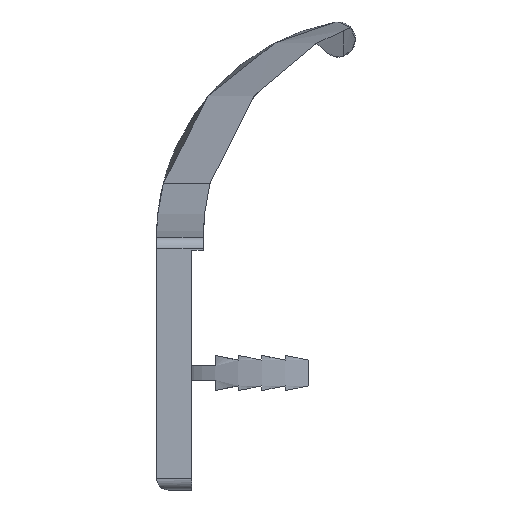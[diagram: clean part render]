
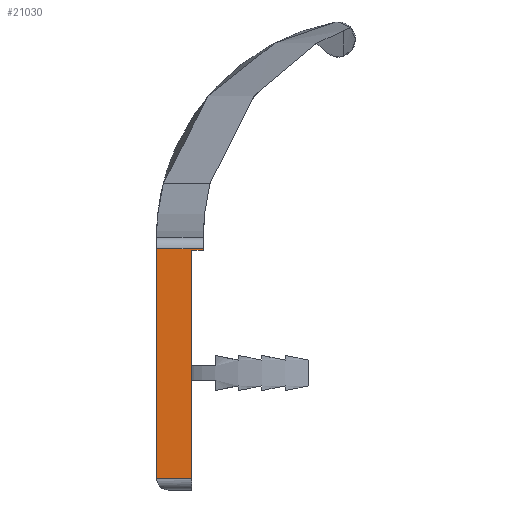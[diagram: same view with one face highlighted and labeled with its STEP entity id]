
A CAD part, left-side view. The second image highlights one B-rep face of the part: STEP entity #21030.
In plain terms, the highlighted planar face has unit normal (-1, 0, 0).
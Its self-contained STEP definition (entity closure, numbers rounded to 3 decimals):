
#20480=CARTESIAN_POINT('',(-197.5,-4.,0.));
#20490=DIRECTION('',(-1.,0.,0.));
#20500=DIRECTION('',(0.,1.,0.));
#20510=AXIS2_PLACEMENT_3D('',#20480,#20490,#20500);
#20520=PLANE('',#20510);
#20530=CARTESIAN_POINT('',(-197.5,0.,20.6));
#20540=DIRECTION('',(-0.,-1.,0.));
#20550=VECTOR('',#20540,1.);
#20560=LINE('',#20530,#20550);
#20570=CARTESIAN_POINT('',(-197.5,0.,20.6));
#20580=VERTEX_POINT('',#20570);
#20590=CARTESIAN_POINT('',(-197.5,-4.,20.6));
#20600=VERTEX_POINT('',#20590);
#20610=EDGE_CURVE('',#20580,#20600,#20560,.T.);
#20620=ORIENTED_EDGE('',*,*,#20610,.F.);
#20630=CARTESIAN_POINT('',(-197.5,-4.,0.));
#20640=DIRECTION('',(0.,-0.,1.));
#20650=VECTOR('',#20640,1.);
#20660=LINE('',#20630,#20650);
#20670=CARTESIAN_POINT('',(-197.5,-4.,20.5));
#20680=VERTEX_POINT('',#20670);
#20690=EDGE_CURVE('',#20680,#20600,#20660,.T.);
#20700=ORIENTED_EDGE('',*,*,#20690,.T.);
#20710=CARTESIAN_POINT('',(-197.5,0.,20.5));
#20720=DIRECTION('',(0.,1.,0.));
#20730=VECTOR('',#20720,1.);
#20740=LINE('',#20710,#20730);
#20750=CARTESIAN_POINT('',(-197.5,-3.,20.5));
#20760=VERTEX_POINT('',#20750);
#20770=EDGE_CURVE('',#20680,#20760,#20740,.T.);
#20780=ORIENTED_EDGE('',*,*,#20770,.F.);
#20790=CARTESIAN_POINT('',(-197.5,-3.,0.));
#20800=DIRECTION('',(0.,0.,-1.));
#20810=VECTOR('',#20800,1.);
#20820=LINE('',#20790,#20810);
#20830=CARTESIAN_POINT('',(-197.5,-3.,1.));
#20840=VERTEX_POINT('',#20830);
#20850=EDGE_CURVE('',#20760,#20840,#20820,.T.);
#20860=ORIENTED_EDGE('',*,*,#20850,.F.);
#20870=CARTESIAN_POINT('',(-197.5,0.,1.));
#20880=DIRECTION('',(0.,1.,-0.));
#20890=VECTOR('',#20880,1.);
#20900=LINE('',#20870,#20890);
#20910=CARTESIAN_POINT('',(-197.5,0.,1.));
#20920=VERTEX_POINT('',#20910);
#20930=EDGE_CURVE('',#20840,#20920,#20900,.T.);
#20940=ORIENTED_EDGE('',*,*,#20930,.F.);
#20950=CARTESIAN_POINT('',(-197.5,0.,0.));
#20960=DIRECTION('',(0.,0.,1.));
#20970=VECTOR('',#20960,1.);
#20980=LINE('',#20950,#20970);
#20990=EDGE_CURVE('',#20920,#20580,#20980,.T.);
#21000=ORIENTED_EDGE('',*,*,#20990,.F.);
#21010=EDGE_LOOP('',(#21000,#20940,#20860,#20780,#20700,#20620));
#21020=FACE_OUTER_BOUND('',#21010,.T.);
#21030=ADVANCED_FACE('',(#21020),#20520,.T.);
